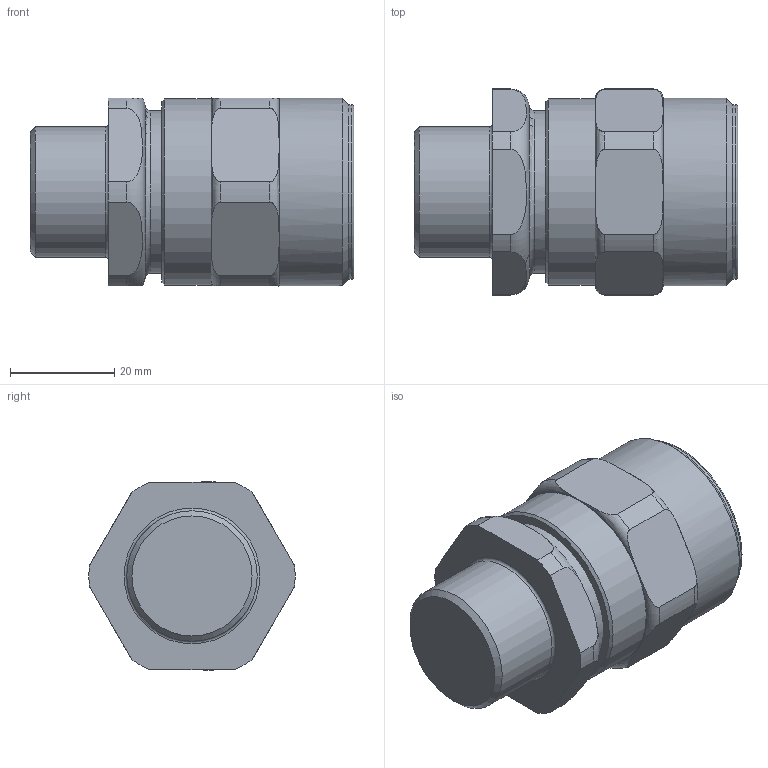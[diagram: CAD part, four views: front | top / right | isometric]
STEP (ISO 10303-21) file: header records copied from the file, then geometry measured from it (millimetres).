
FILE_DESCRIPTION(/* description */ (''),/* implementation_level */ '2;1');
FILE_NAME(/* name */ '150 RAC X B.stp',/* time_stamp */ '2019-08-05T10:45:18+05:00',/* author */ ('vinaykumark'),/* organization */ (''),/* preprocessor_version */ 'ST-DEVELOPER v16.13',/* originating_system */ 'Autodesk Inventor 2018',/* authorisation */ '');
FILE_SCHEMA (('AUTOMOTIVE_DESIGN { 1 0 10303 214 3 1 1 }'));
Length unit declared in the file: millimetre
Products named in the file (1): 150 RAC X B
Bounding box: 62 x 39.48 x 36.05 mm (x, y, z)
Volume: 80777.1 mm3; surface area: 19264.8 mm2
Topology: 6 solids, 6 shells, 134 faces, 287 edges, 166 vertices
Faces by surface type: torus 43, cylinder 36, cone 26, plane 25, sphere 4
Full cylindrical faces by diameter (mm): 0.8 x12, 20.2 x1, 25 x1, 27.25 x1, 29.8 x1, 30.5 x3, 31.2 x1, 33.338 x1, 33.52 x1, 35.65 x1, 35.86 x1
Entity records: 3471 total; most frequent: CARTESIAN_POINT 891, DIRECTION 552, ORIENTED_EDGE 348, AXIS2_PLACEMENT_3D 261, EDGE_LOOP 232, EDGE_CURVE 174, VERTEX_POINT 150, FACE_OUTER_BOUND 134
